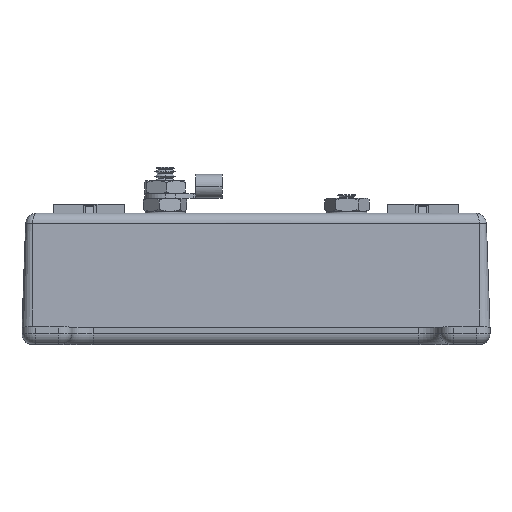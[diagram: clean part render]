
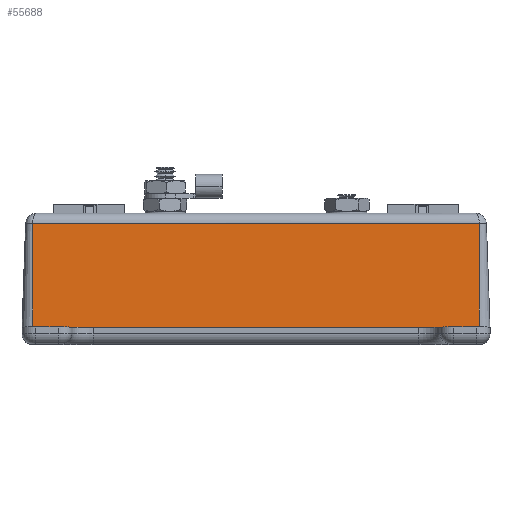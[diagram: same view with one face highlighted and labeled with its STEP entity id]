
A CAD part, top view. The second image highlights one B-rep face of the part: STEP entity #55688.
In plain terms, the highlighted planar face has unit normal (0, 0.035, 0.999).
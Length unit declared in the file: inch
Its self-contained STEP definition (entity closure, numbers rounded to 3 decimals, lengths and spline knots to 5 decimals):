
#3732 = DIRECTION ( 'NONE',  ( -1., 0., 0. ) ) ;
#6178 = VERTEX_POINT ( 'NONE', #9813 ) ;
#6962 = FACE_OUTER_BOUND ( 'NONE', #7852, .T. ) ;
#7852 = EDGE_LOOP ( 'NONE', ( #32961, #55833, #14691, #56504 ) ) ;
#9813 = CARTESIAN_POINT ( 'NONE',  ( -2.088, 0., 1.185 ) ) ;
#10493 = VECTOR ( 'NONE', #54479, 39.37008 ) ;
#11299 = DIRECTION ( 'NONE',  ( 0., 0.035, 0.999 ) ) ;
#11525 = PLANE ( 'NONE',  #52091 ) ;
#14457 = EDGE_CURVE ( 'NONE', #49226, #30872, #42413, .T. ) ;
#14691 = ORIENTED_EDGE ( 'NONE', *, *, #62046, .T. ) ;
#16202 = VECTOR ( 'NONE', #3732, 39.37008 ) ;
#16706 = CARTESIAN_POINT ( 'NONE',  ( -2.088, 0., 1.185 ) ) ;
#20396 = VECTOR ( 'NONE', #33417, 39.37008 ) ;
#28866 = VECTOR ( 'NONE', #62356, 39.37008 ) ;
#30872 = VERTEX_POINT ( 'NONE', #35172 ) ;
#32961 = ORIENTED_EDGE ( 'NONE', *, *, #14457, .F. ) ;
#33417 = DIRECTION ( 'NONE',  ( 0., -0.999, 0.035 ) ) ;
#35172 = CARTESIAN_POINT ( 'NONE',  ( 2.088, 0., 1.185 ) ) ;
#38534 = CARTESIAN_POINT ( 'NONE',  ( 2.088, 0.96749, 1.15121 ) ) ;
#38575 = CARTESIAN_POINT ( 'NONE',  ( -2.088, 0., 1.185 ) ) ;
#42413 = LINE ( 'NONE', #51020, #28866 ) ;
#42614 = CARTESIAN_POINT ( 'NONE',  ( -2.088, 0.96749, 1.15121 ) ) ;
#43564 = EDGE_CURVE ( 'NONE', #49226, #60954, #45017, .T. ) ;
#43764 = CARTESIAN_POINT ( 'NONE',  ( -2.088, 0.96749, 1.15121 ) ) ;
#44155 = LINE ( 'NONE', #54707, #10493 ) ;
#45017 = LINE ( 'NONE', #43764, #16202 ) ;
#47876 = EDGE_CURVE ( 'NONE', #6178, #30872, #44155, .T. ) ;
#49226 = VERTEX_POINT ( 'NONE', #38534 ) ;
#51020 = CARTESIAN_POINT ( 'NONE',  ( 2.088, 0., 1.185 ) ) ;
#52091 = AXIS2_PLACEMENT_3D ( 'NONE', #16706, #11299, #57390 ) ;
#54479 = DIRECTION ( 'NONE',  ( 1., 0., 0. ) ) ;
#54707 = CARTESIAN_POINT ( 'NONE',  ( -2.088, 0., 1.185 ) ) ;
#55688 = ADVANCED_FACE ( 'NONE', ( #6962 ), #11525, .T. ) ;
#55833 = ORIENTED_EDGE ( 'NONE', *, *, #43564, .T. ) ;
#56401 = LINE ( 'NONE', #38575, #20396 ) ;
#56504 = ORIENTED_EDGE ( 'NONE', *, *, #47876, .T. ) ;
#57390 = DIRECTION ( 'NONE',  ( 0., -0.999, 0.035 ) ) ;
#60954 = VERTEX_POINT ( 'NONE', #42614 ) ;
#62046 = EDGE_CURVE ( 'NONE', #60954, #6178, #56401, .T. ) ;
#62356 = DIRECTION ( 'NONE',  ( 0., -0.999, 0.035 ) ) ;
